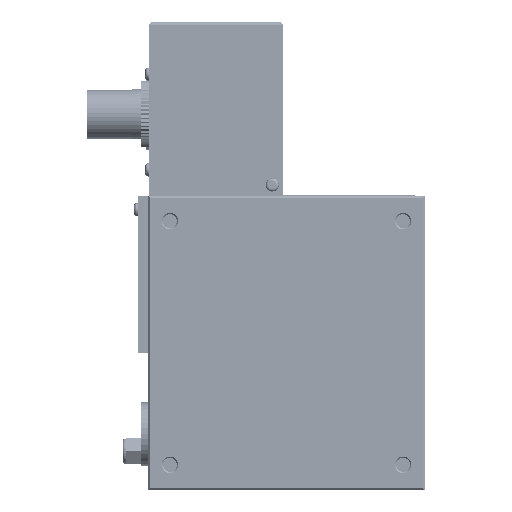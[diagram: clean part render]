
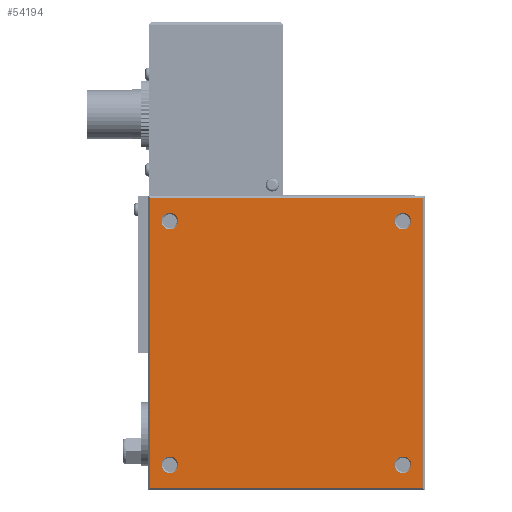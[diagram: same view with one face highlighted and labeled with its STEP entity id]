
A CAD part, left-side view. The second image highlights one B-rep face of the part: STEP entity #54194.
In plain terms, the highlighted planar face has unit normal (-1, 0, 0).
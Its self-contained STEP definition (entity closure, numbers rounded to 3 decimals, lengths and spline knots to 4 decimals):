
#1709=FACE_BOUND('',#8512,.T.);
#1710=FACE_BOUND('',#8513,.T.);
#1711=FACE_BOUND('',#8514,.T.);
#1712=FACE_BOUND('',#8515,.T.);
#3343=CIRCLE('',#58000,0.187);
#3344=CIRCLE('',#58001,0.187);
#3345=CIRCLE('',#58002,0.187);
#3346=CIRCLE('',#58003,0.187);
#5091=FACE_OUTER_BOUND('',#8511,.T.);
#8511=EDGE_LOOP('',(#34793,#34794,#34795,#34796));
#8512=EDGE_LOOP('',(#34797));
#8513=EDGE_LOOP('',(#34798));
#8514=EDGE_LOOP('',(#34799));
#8515=EDGE_LOOP('',(#34800));
#13561=LINE('',#78333,#18252);
#13565=LINE('',#78342,#18256);
#13568=LINE('',#78346,#18259);
#13570=LINE('',#78349,#18261);
#18252=VECTOR('',#63212,6.1811);
#18256=VECTOR('',#63218,6.1811);
#18259=VECTOR('',#63223,6.5748);
#18261=VECTOR('',#63227,6.5748);
#22943=VERTEX_POINT('',#78330);
#22944=VERTEX_POINT('',#78332);
#22947=VERTEX_POINT('',#78339);
#22948=VERTEX_POINT('',#78341);
#22952=VERTEX_POINT('',#78361);
#22953=VERTEX_POINT('',#78363);
#22954=VERTEX_POINT('',#78365);
#22955=VERTEX_POINT('',#78367);
#27869=EDGE_CURVE('',#22943,#22944,#13561,.T.);
#27873=EDGE_CURVE('',#22947,#22948,#13565,.T.);
#27876=EDGE_CURVE('',#22944,#22947,#13568,.T.);
#27878=EDGE_CURVE('',#22948,#22943,#13570,.T.);
#27884=EDGE_CURVE('',#22952,#22952,#3343,.T.);
#27885=EDGE_CURVE('',#22953,#22953,#3344,.T.);
#27886=EDGE_CURVE('',#22954,#22954,#3345,.T.);
#27887=EDGE_CURVE('',#22955,#22955,#3346,.T.);
#34793=ORIENTED_EDGE('',*,*,#27873,.F.);
#34794=ORIENTED_EDGE('',*,*,#27876,.F.);
#34795=ORIENTED_EDGE('',*,*,#27869,.F.);
#34796=ORIENTED_EDGE('',*,*,#27878,.F.);
#34797=ORIENTED_EDGE('',*,*,#27884,.T.);
#34798=ORIENTED_EDGE('',*,*,#27885,.T.);
#34799=ORIENTED_EDGE('',*,*,#27886,.T.);
#34800=ORIENTED_EDGE('',*,*,#27887,.T.);
#48579=PLANE('',#57999);
#54194=ADVANCED_FACE('',(#5091,#1709,#1710,#1711,#1712),#48579,.F.);
#57999=AXIS2_PLACEMENT_3D('',#78360,#63237,#63238);
#58000=AXIS2_PLACEMENT_3D('',#78362,#63239,#63240);
#58001=AXIS2_PLACEMENT_3D('',#78364,#63241,#63242);
#58002=AXIS2_PLACEMENT_3D('',#78366,#63243,#63244);
#58003=AXIS2_PLACEMENT_3D('',#78368,#63245,#63246);
#63212=DIRECTION('',(0.,1.,0.));
#63218=DIRECTION('',(0.,-1.,0.));
#63223=DIRECTION('',(0.,0.,1.));
#63227=DIRECTION('',(0.,0.,-1.));
#63237=DIRECTION('center_axis',(1.,0.,0.));
#63238=DIRECTION('ref_axis',(0.,0.,
1.));
#63239=DIRECTION('center_axis',(1.,0.,0.));
#63240=DIRECTION('ref_axis',(0.,-1.,0.));
#63241=DIRECTION('center_axis',(1.,0.,0.));
#63242=DIRECTION('ref_axis',(0.,-1.,0.));
#63243=DIRECTION('center_axis',(1.,0.,0.));
#63244=DIRECTION('ref_axis',(0.,-1.,0.));
#63245=DIRECTION('center_axis',(1.,0.,0.));
#63246=DIRECTION('ref_axis',(0.,-1.,0.));
#78330=CARTESIAN_POINT('',(-4.0275,-2.4616,-5.2547));
#78332=CARTESIAN_POINT('',(-4.0275,3.7195,-5.2547));
#78333=CARTESIAN_POINT('',(-4.0275,2.1939,-5.2547));
#78339=CARTESIAN_POINT('',(-4.0275,3.7195,1.3201));
#78341=CARTESIAN_POINT('',(-4.0275,-2.4616,1.3201));
#78342=CARTESIAN_POINT('',(-4.0275,-0.936,1.3201));
#78346=CARTESIAN_POINT('',(-4.0275,3.7195,-0.3039));
#78349=CARTESIAN_POINT('',(-4.0275,-2.4616,-3.6307));
#78360=CARTESIAN_POINT('Origin',(-4.0275,0.6289,-1.9673));
#78361=CARTESIAN_POINT('',(-4.0275,-2.1959,-4.7232));
#78362=CARTESIAN_POINT('Origin',(-4.0275,-2.0089,-4.7232));
#78363=CARTESIAN_POINT('',(-4.0275,-2.1959,0.7886));
#78364=CARTESIAN_POINT('Origin',(-4.0275,-2.0089,0.7886));
#78365=CARTESIAN_POINT('',(-4.0275,3.0797,0.7886));
#78366=CARTESIAN_POINT('Origin',(-4.0275,3.2667,0.7886));
#78367=CARTESIAN_POINT('',(-4.0275,3.0797,-4.7232));
#78368=CARTESIAN_POINT('Origin',(-4.0275,3.2667,-4.7232));
